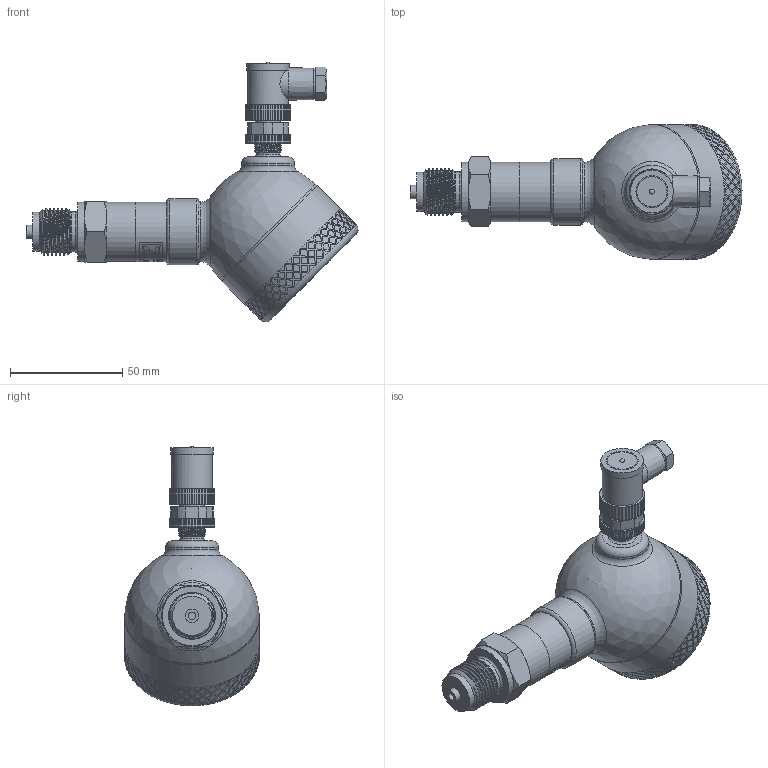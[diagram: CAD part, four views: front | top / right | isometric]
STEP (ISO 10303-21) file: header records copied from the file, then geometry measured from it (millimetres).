
FILE_DESCRIPTION(/* description */ (''),/* implementation_level */ '2;1');
FILE_NAME(/* name */ 'APZ3230FH_7_M12x1-angular.step',/* time_stamp */ '2021-06-30T15:25:06+03:00',/* author */ (''),/* organization */ (''),/* preprocessor_version */ 'ST-DEVELOPER v18.1',/* originating_system */ 'Autodesk Translation Framework v10.9.0.1377',/* authorisation */ '');
FILE_SCHEMA (('AUTOMOTIVE_DESIGN { 1 0 10303 214 3 1 1 }'));
Length unit declared in the file: millimetre
Products named in the file (7): Полевой корпус 
3420 3421 3230 заполненный; G 1\2 EN; FieldHousing Assembly v16; main body; Крышка без 
дисплея; Адаптер М12х1; M12x1 female angular v10
Assembly tree (6 placements, depth 3):
  Полевой корпус 
3420 3421 3230 заполненный
    G 1\2 EN
    FieldHousing Assembly v16
      main body
      Крышка без 
дисплея
      Адаптер М12х1
      M12x1 female angular v10
Bounding box: 147.91 x 60.1 x 115.68 mm (x, y, z)
Volume: 179227.1 mm3; surface area: 47797.8 mm2
Topology: 6 solids, 6 shells, 1605 faces, 4044 edges, 2658 vertices
Faces by surface type: bspline 896, cylinder 490, plane 168, cone 27, torus 20, sphere 4
Full cylindrical faces by diameter (mm): 1 x4, 3.3 x1, 6 x1, 7 x1, 8 x1, 9.3 x1, 9.471 x2, 10.5 x2, 10.741 x7, 11.035 x4, 11.156 x1, 11.884 x6, 12.152 x4, 13 x1, 17.5 x1, 18 x2, 18.631 x7, 19 x1, 19.7 x1, 21.6 x1, 22.4 x1, 23.6 x1, 24.5 x2, 26.5 x2, 29.5 x1, 55 x9, 56.5 x1, 57.2 x1, 60 x2
Entity records: 70753 total; most frequent: CARTESIAN_POINT 39159, ORIENTED_EDGE 8086, EDGE_CURVE 4043, DIRECTION 3621, VERTEX_POINT 2658, B_SPLINE_CURVE_WITH_KNOTS 2599, EDGE_LOOP 1817, FACE_OUTER_BOUND 1605
